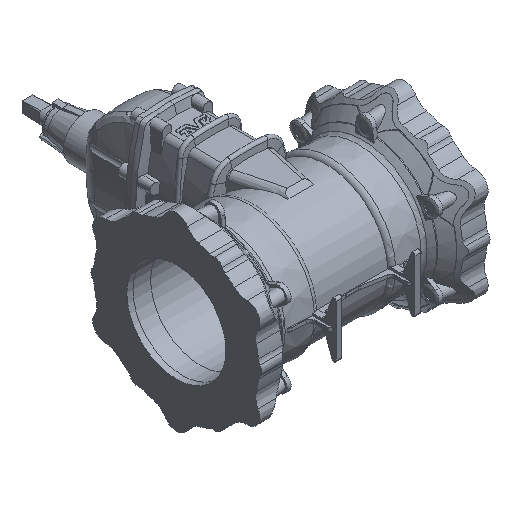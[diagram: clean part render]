
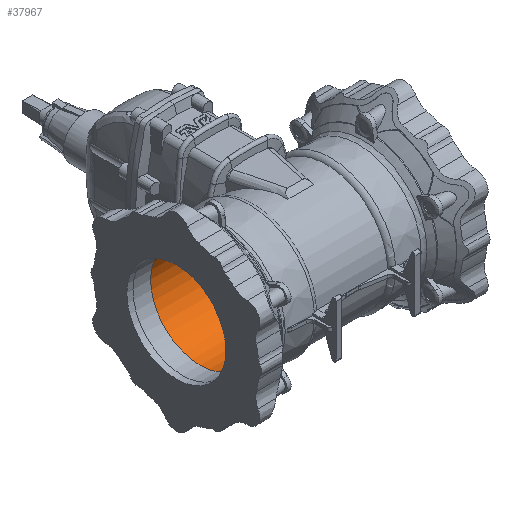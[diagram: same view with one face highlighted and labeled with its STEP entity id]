
A CAD part, isometric view. The second image highlights one B-rep face of the part: STEP entity #37967.
In plain terms, the highlighted cylindrical face has radius 125 mm (diameter 250 mm), a full revolution.
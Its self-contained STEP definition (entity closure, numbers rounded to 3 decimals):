
#4589 = LINE ( 'NONE', #7275, #4606 ) ;
#4602 = CIRCLE ( 'NONE', #23849, 125. ) ;
#4604 = CIRCLE ( 'NONE', #23850, 125. ) ;
#4605 = LINE ( 'NONE', #7280, #4609 ) ;
#4606 = VECTOR ( 'NONE', #7247, 1000. ) ;
#4608 = CIRCLE ( 'NONE', #23851, 125. ) ;
#4609 = VECTOR ( 'NONE', #7279, 1000. ) ;
#4848 = FACE_OUTER_BOUND ( 'NONE', #30742, .T. ) ;
#4851 = FACE_OUTER_BOUND ( 'NONE', #30734, .T. ) ;
#4853 = CYLINDRICAL_SURFACE ( 'NONE', #13713, 125. ) ;
#4874 = VERTEX_POINT ( 'NONE', #15796 ) ;
#7247 = DIRECTION ( 'NONE',  ( -1., 0., 0. ) ) ;
#7275 = CARTESIAN_POINT ( 'NONE',  ( 258., -108.253, 62.5 ) ) ;
#7276 = CARTESIAN_POINT ( 'NONE',  ( 228., 0., 0. ) ) ;
#7277 = DIRECTION ( 'NONE',  ( -1., 0., 0. ) ) ;
#7278 = DIRECTION ( 'NONE',  ( 0., 0., -1. ) ) ;
#7279 = DIRECTION ( 'NONE',  ( 1., 0., 0. ) ) ;
#7280 = CARTESIAN_POINT ( 'NONE',  ( 258., 108.253, -62.5 ) ) ;
#7281 = CARTESIAN_POINT ( 'NONE',  ( 272.5, 0., 0. ) ) ;
#7282 = DIRECTION ( 'NONE',  ( -1., 0., 0. ) ) ;
#7283 = DIRECTION ( 'NONE',  ( 0., -1., 0. ) ) ;
#7285 = CARTESIAN_POINT ( 'NONE',  ( -228., 0., 0. ) ) ;
#7286 = DIRECTION ( 'NONE',  ( 1., 0., 0. ) ) ;
#7287 = DIRECTION ( 'NONE',  ( 0., 0., 1. ) ) ;
#8765 = CARTESIAN_POINT ( 'NONE',  ( 228., 108.253, -62.5 ) ) ;
#8768 = CARTESIAN_POINT ( 'NONE',  ( 228., -108.253, 62.5 ) ) ;
#8769 = CARTESIAN_POINT ( 'NONE',  ( 272.5, -108.253, 62.5 ) ) ;
#8770 = CARTESIAN_POINT ( 'NONE',  ( 272.5, 108.253, -62.5 ) ) ;
#13713 = AXIS2_PLACEMENT_3D ( 'NONE', #15626, #15623, #15619 ) ;
#15619 = DIRECTION ( 'NONE',  ( 0., -1., 0. ) ) ;
#15623 = DIRECTION ( 'NONE',  ( -1., 0., 0. ) ) ;
#15626 = CARTESIAN_POINT ( 'NONE',  ( 272.5, 0., 0. ) ) ;
#15796 = CARTESIAN_POINT ( 'NONE',  ( -228., 0., 125. ) ) ;
#23849 = AXIS2_PLACEMENT_3D ( 'NONE', #7276, #7277, #7278 ) ;
#23850 = AXIS2_PLACEMENT_3D ( 'NONE', #7281, #7282, #7283 ) ;
#23851 = AXIS2_PLACEMENT_3D ( 'NONE', #7285, #7286, #7287 ) ;
#30734 = EDGE_LOOP ( 'NONE', ( #38143 ) ) ;
#30742 = EDGE_LOOP ( 'NONE', ( #38139, #38140, #38141, #38142 ) ) ;
#32673 = EDGE_CURVE ( 'NONE', #34370, #34363, #4602, .T. ) ;
#32674 = EDGE_CURVE ( 'NONE', #34372, #34370, #4589, .T. ) ;
#32675 = EDGE_CURVE ( 'NONE', #34374, #34372, #4604, .T. ) ;
#32676 = EDGE_CURVE ( 'NONE', #34363, #34374, #4605, .T. ) ;
#32677 = EDGE_CURVE ( 'NONE', #4874, #4874, #4608, .T. ) ;
#34363 = VERTEX_POINT ( 'NONE', #8765 ) ;
#34370 = VERTEX_POINT ( 'NONE', #8768 ) ;
#34372 = VERTEX_POINT ( 'NONE', #8769 ) ;
#34374 = VERTEX_POINT ( 'NONE', #8770 ) ;
#37967 = ADVANCED_FACE ( 'NONE', ( #4848, #4851 ), #4853, .F. ) ;
#38139 = ORIENTED_EDGE ( 'NONE', *, *, #32673, .F. ) ;
#38140 = ORIENTED_EDGE ( 'NONE', *, *, #32674, .F. ) ;
#38141 = ORIENTED_EDGE ( 'NONE', *, *, #32675, .F. ) ;
#38142 = ORIENTED_EDGE ( 'NONE', *, *, #32676, .F. ) ;
#38143 = ORIENTED_EDGE ( 'NONE', *, *, #32677, .F. ) ;
